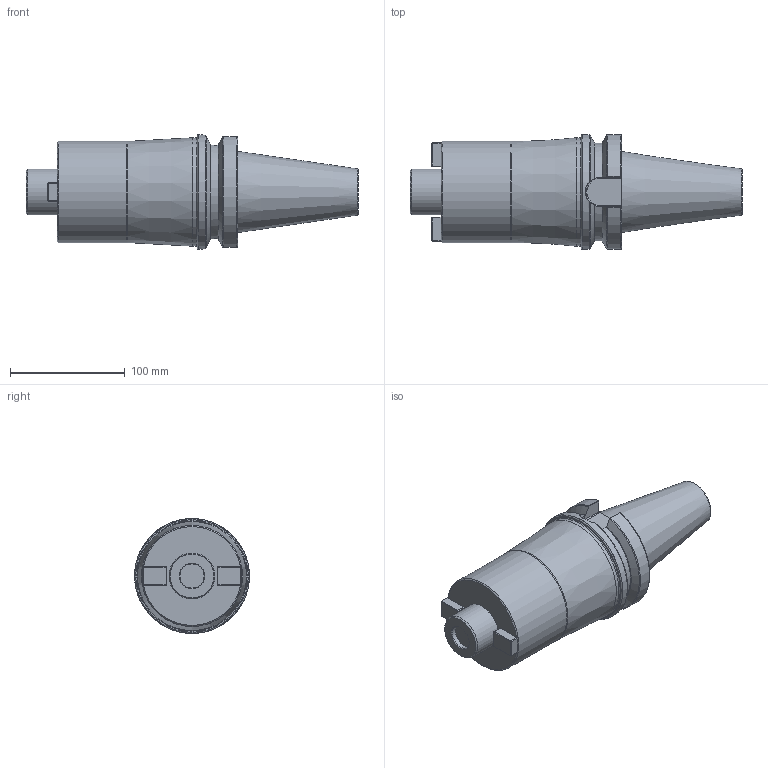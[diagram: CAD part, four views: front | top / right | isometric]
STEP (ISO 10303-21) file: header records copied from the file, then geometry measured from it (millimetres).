
FILE_DESCRIPTION(/* description */ (''),/* implementation_level */ '2;1');
FILE_NAME(/* name */ 'ABT50-FM-40-160.stp',/* time_stamp */ '2024-12-13T15:22:00+03:00',/* author */ (''),/* organization */ (''),/* preprocessor_version */ 'ST-DEVELOPER v19.4',/* originating_system */ 'SIEMENS PLM Software NX2306.3001',/* authorisation */ '');
FILE_SCHEMA (('AP203_CONFIGURATION_CONTROLLED_3D_DESIGN_OF_MECHANICAL_PARTS_AND_ASSEMBLIES_MIM_LF { 1 0 10303 403 2 1 2}'));
Length unit declared in the file: millimetre
Products named in the file (1): ABT50-FM-40-160-light
Bounding box: 288.8 x 100 x 100 mm (x, y, z)
Volume: 1302263 mm3; surface area: 82734.1 mm2
Topology: 1 solids, 1 shells, 114 faces, 276 edges, 169 vertices
Faces by surface type: plane 59, cylinder 21, torus 17, cone 15, bspline 2
Full cylindrical faces by diameter (mm): 4 x1, 10 x1, 21 x1, 40 x1, 88 x1, 94.3 x1, 100 x1
Entity records: 3774 total; most frequent: CARTESIAN_POINT 988, ORIENTED_EDGE 502, DIRECTION 484, EDGE_CURVE 251, AXIS2_PLACEMENT_3D 182, VERTEX_POINT 166, EDGE_LOOP 140, LINE 120
